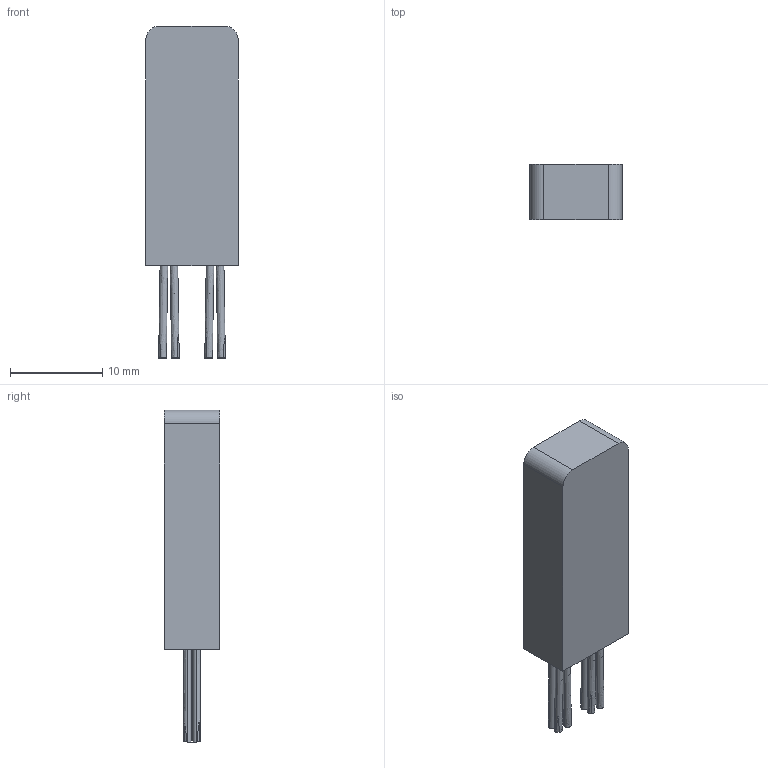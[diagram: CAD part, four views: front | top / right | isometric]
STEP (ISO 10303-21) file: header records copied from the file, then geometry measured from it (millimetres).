
FILE_DESCRIPTION(('CATIA V5 STEP Exchange','CAx-IF Rec.Pracs.--- Model Styling and Organization---1.4--- 2014-01-23'),'2;1');
FILE_NAME ('005492-2_0', '2021-04-15T04:25:35+00:00', ('none'), ('Weidmueller'), 'CATIA Version 5-6 Release 2016 SP3 HF44', 'CATIA V5 STEP AP214', 'none');
FILE_SCHEMA(('AUTOMOTIVE_DESIGN { 1 0 10303 214 1 1 1 1 }'));
Length unit declared in the file: millimetre
Products named in the file (1): 1069900000
Bounding box: 10 x 6 x 36 mm (x, y, z)
Volume: 1603.9 mm3; surface area: 1190.8 mm2
Topology: 9 solids, 9 shells, 48 faces, 90 edges, 60 vertices
Faces by surface type: plane 22, extrusion 16, cylinder 10
Entity records: 1539 total; most frequent: CARTESIAN_POINT 604, ORIENTED_EDGE 180, DIRECTION 156, EDGE_CURVE 90, VERTEX_POINT 60, AXIS2_PLACEMENT_3D 58, ADVANCED_FACE 48, EDGE_LOOP 48
